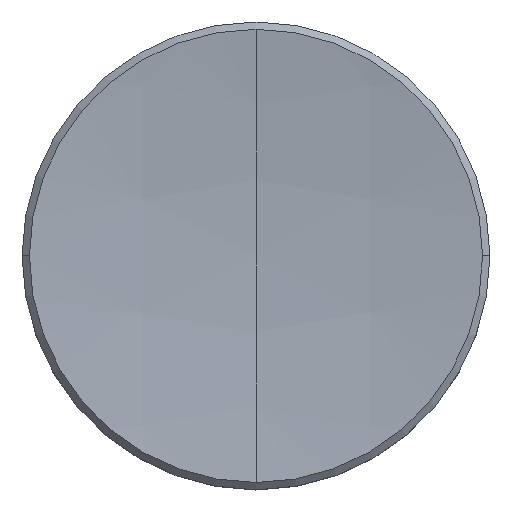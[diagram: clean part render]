
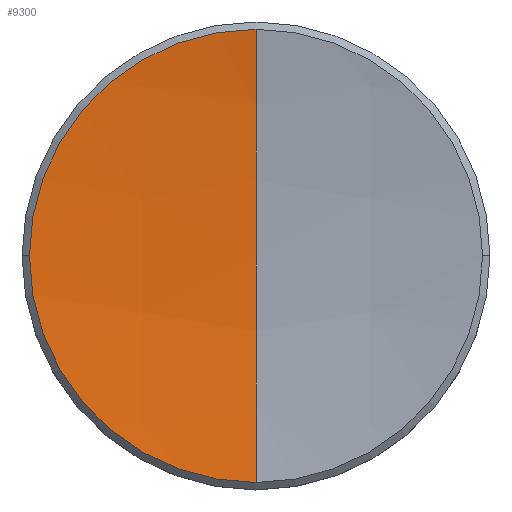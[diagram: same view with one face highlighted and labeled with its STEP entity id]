
A CAD part, top view. The second image highlights one B-rep face of the part: STEP entity #9300.
In plain terms, the highlighted spherical face has radius 50 mm.
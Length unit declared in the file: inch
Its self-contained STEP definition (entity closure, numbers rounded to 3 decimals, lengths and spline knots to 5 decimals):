
#9231 = VERTEX_POINT ( 'NONE', #17033 ) ;
#9247 = ORIENTED_EDGE ( 'NONE', *, *, #9277, .T. ) ;
#9256 = EDGE_LOOP ( 'NONE', ( #9274, #9276, #9247, #9302 ) ) ;
#9259 = EDGE_CURVE ( 'NONE', #9231, #9261, #17151, .T. ) ;
#9261 = VERTEX_POINT ( 'NONE', #17152 ) ;
#9272 = VERTEX_POINT ( 'NONE', #17165 ) ;
#9274 = ORIENTED_EDGE ( 'NONE', *, *, #9259, .T. ) ;
#9275 = VERTEX_POINT ( 'NONE', #17174 ) ;
#9276 = ORIENTED_EDGE ( 'NONE', *, *, #9301, .T. ) ;
#9277 = EDGE_CURVE ( 'NONE', #9275, #9272, #17163, .T. ) ;
#9278 = EDGE_CURVE ( 'NONE', #9231, #9272, #17171, .T. ) ;
#9300 = ADVANCED_FACE ( 'NONE', ( #17294 ), #17319, .F. ) ;
#9301 = EDGE_CURVE ( 'NONE', #9261, #9275, #17293, .T. ) ;
#9302 = ORIENTED_EDGE ( 'NONE', *, *, #9278, .F. ) ;
#17033 = CARTESIAN_POINT ( 'NONE',  ( 0., 0.24217, 0.07401 ) ) ;
#17137 = DIRECTION ( 'NONE',  ( 1., 0., 0. ) ) ;
#17138 = DIRECTION ( 'NONE',  ( 0., 0., 1. ) ) ;
#17139 = CARTESIAN_POINT ( 'NONE',  ( 0., 0., 0.07401 ) ) ;
#17140 = AXIS2_PLACEMENT_3D ( 'NONE', #17157, #17156, #17155 ) ;
#17142 = AXIS2_PLACEMENT_3D ( 'NONE', #17139, #17138, #17137 ) ;
#17151 = CIRCLE ( 'NONE', #17142, 0.24217 ) ;
#17152 = CARTESIAN_POINT ( 'NONE',  ( -0.24217, 0., 0.07401 ) ) ;
#17155 = DIRECTION ( 'NONE',  ( 0., 1., 0. ) ) ;
#17156 = DIRECTION ( 'NONE',  ( 1., 0., 0. ) ) ;
#17157 = CARTESIAN_POINT ( 'NONE',  ( 0., 0., 2.02756 ) ) ;
#17159 = CARTESIAN_POINT ( 'NONE',  ( 0., 0., 2.02756 ) ) ;
#17163 = CIRCLE ( 'NONE', #17140, 1.9685 ) ;
#17165 = CARTESIAN_POINT ( 'NONE',  ( 0., 0., 0.05906 ) ) ;
#17171 = CIRCLE ( 'NONE', #17205, 1.9685 ) ;
#17174 = CARTESIAN_POINT ( 'NONE',  ( 0., -0.24217, 0.07401 ) ) ;
#17203 = DIRECTION ( 'NONE',  ( 0., 0., 1. ) ) ;
#17204 = DIRECTION ( 'NONE',  ( -1., 0., 0. ) ) ;
#17205 = AXIS2_PLACEMENT_3D ( 'NONE', #17159, #17204, #17203 ) ;
#17293 = CIRCLE ( 'NONE', #17309, 0.24217 ) ;
#17294 = FACE_OUTER_BOUND ( 'NONE', #9256, .T. ) ;
#17307 = DIRECTION ( 'NONE',  ( 1., 0., 0. ) ) ;
#17308 = DIRECTION ( 'NONE',  ( 0., 0., 1. ) ) ;
#17309 = AXIS2_PLACEMENT_3D ( 'NONE', #17315, #17308, #17307 ) ;
#17311 = DIRECTION ( 'NONE',  ( 0., 1., 0. ) ) ;
#17312 = DIRECTION ( 'NONE',  ( 1., 0., 0. ) ) ;
#17313 = CARTESIAN_POINT ( 'NONE',  ( 0., 0., 2.02756 ) ) ;
#17314 = AXIS2_PLACEMENT_3D ( 'NONE', #17313, #17312, #17311 ) ;
#17315 = CARTESIAN_POINT ( 'NONE',  ( 0., 0., 0.07401 ) ) ;
#17319 = SPHERICAL_SURFACE ( 'NONE', #17314, 1.9685 ) ;
